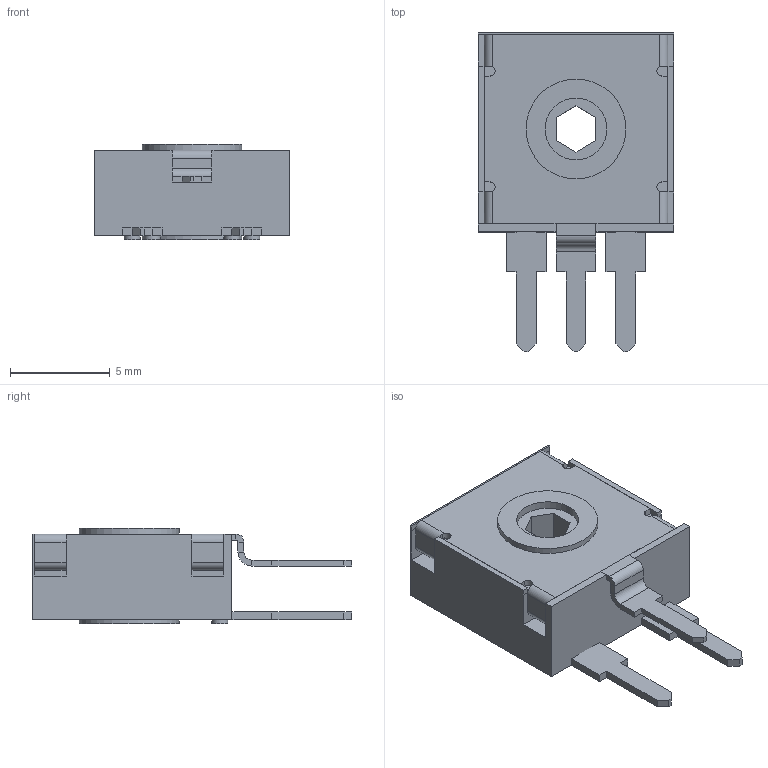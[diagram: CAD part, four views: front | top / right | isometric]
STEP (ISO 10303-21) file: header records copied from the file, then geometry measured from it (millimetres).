
FILE_DESCRIPTION(('FreeCAD Model'),'2;1');
FILE_NAME('ACP_CA9MH_2.5.step','2020-11-01T17:25:21',('Author'), (''),'Open CASCADE STEP processor 7.3','FreeCAD','Unknown');
FILE_SCHEMA(('AUTOMOTIVE_DESIGN { 1 0 10303 214 1 1 1 1 }'));
Length unit declared in the file: millimetre
Products named in the file (5): ACP_TRIMPOT_BODY_001; ACP_TRIMPOT_FRONT_PIN_001; ACP_TRIMPOT_REAR_PIN_001; ACP_TRIMPOT_REAR_PIN_002; ACP_TRIMPOT_ROTOR_001
Bounding box: 9.8 x 16 x 4.8 mm (x, y, z)
Volume: 402.4 mm3; surface area: 860.6 mm2
Topology: 5 solids, 5 shells, 216 faces, 553 edges, 351 vertices
Faces by surface type: plane 188, cylinder 28
Full cylindrical faces by diameter (mm): 0.8 x4, 3.1 x4, 4.6 x1, 4.8 x1, 5 x2
Entity records: 15310 total; most frequent: CARTESIAN_POINT 2473, DIRECTION 2123, LINE 1514, VECTOR 1514, ORIENTED_EDGE 1106, PCURVE 1106, DEFINITIONAL_REPRESENTATION 1106, EDGE_CURVE 553
